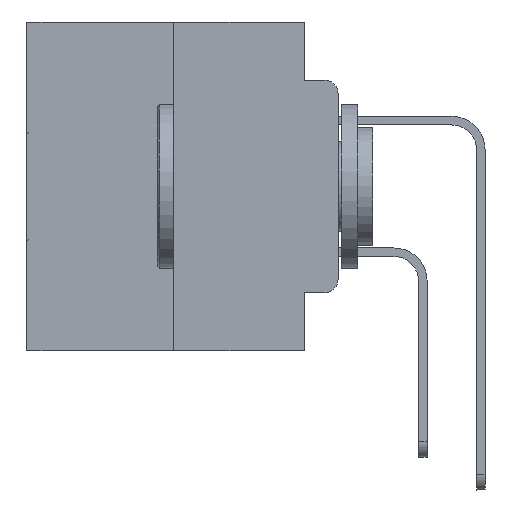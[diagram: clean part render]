
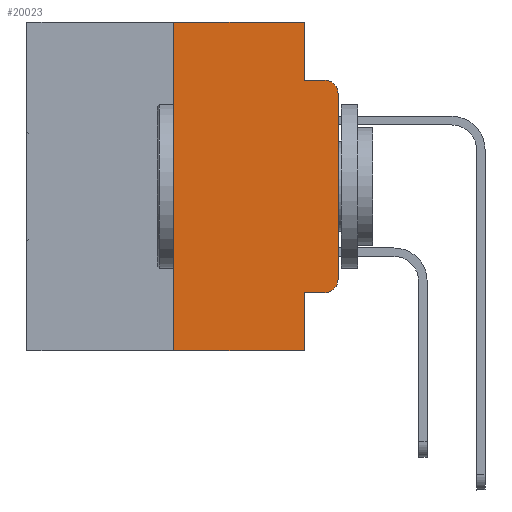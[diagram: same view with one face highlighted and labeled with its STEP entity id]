
A CAD part, left-side view. The second image highlights one B-rep face of the part: STEP entity #20023.
In plain terms, the highlighted planar face has unit normal (-1, 0, 0).
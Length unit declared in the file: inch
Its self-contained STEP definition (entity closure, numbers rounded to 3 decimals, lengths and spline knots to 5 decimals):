
#161 = CARTESIAN_POINT ( 'NONE',  ( 0., 0.051, -0.5 ) ) ;
#193 = CARTESIAN_POINT ( 'NONE',  ( 0., 0.02, -0.4115 ) ) ;
#800 = VECTOR ( 'NONE', #25347, 39.37008 ) ;
#981 = ORIENTED_EDGE ( 'NONE', *, *, #27826, .T. ) ;
#996 = CARTESIAN_POINT ( 'NONE',  ( 0., 0.051, -0.0885 ) ) ;
#1287 = EDGE_CURVE ( 'NONE', #11586, #27488, #30223, .T. ) ;
#1670 = DIRECTION ( 'NONE',  ( 0., -1., 0. ) ) ;
#1992 = VECTOR ( 'NONE', #5504, 39.37008 ) ;
#2065 = DIRECTION ( 'NONE',  ( 0., 0., -1. ) ) ;
#2396 = LINE ( 'NONE', #7778, #28240 ) ;
#2542 = CARTESIAN_POINT ( 'NONE',  ( 0., 0., -0.3915 ) ) ;
#2559 = DIRECTION ( 'NONE',  ( 0., 0., -1. ) ) ;
#2617 = EDGE_LOOP ( 'NONE', ( #981, #27257, #6176, #27897, #13709, #3616, #31704, #15407, #18245, #26341 ) ) ;
#2889 = LINE ( 'NONE', #3048, #19347 ) ;
#3048 = CARTESIAN_POINT ( 'NONE',  ( 0., 0.473, 0. ) ) ;
#3616 = ORIENTED_EDGE ( 'NONE', *, *, #27031, .F. ) ;
#3884 = FACE_OUTER_BOUND ( 'NONE', #2617, .T. ) ;
#4073 = CARTESIAN_POINT ( 'NONE',  ( 0., 0., -0.1085 ) ) ;
#4509 = PLANE ( 'NONE',  #17959 ) ;
#4884 = LINE ( 'NONE', #10884, #1992 ) ;
#5504 = DIRECTION ( 'NONE',  ( 0., 0., -1. ) ) ;
#5684 = VERTEX_POINT ( 'NONE', #4073 ) ;
#6176 = ORIENTED_EDGE ( 'NONE', *, *, #14119, .F. ) ;
#6562 = CARTESIAN_POINT ( 'NONE',  ( 0., 0.051, -0.4115 ) ) ;
#6766 = DIRECTION ( 'NONE',  ( 0., 0., -1. ) ) ;
#6801 = CARTESIAN_POINT ( 'NONE',  ( 0., 0.473, 0. ) ) ;
#7190 = CIRCLE ( 'NONE', #18677, 0.02 ) ;
#7778 = CARTESIAN_POINT ( 'NONE',  ( 0., 0.051, 0. ) ) ;
#7852 = CARTESIAN_POINT ( 'NONE',  ( 0., 0.25, 0. ) ) ;
#8018 = DIRECTION ( 'NONE',  ( 0., 0., 1. ) ) ;
#8740 = EDGE_CURVE ( 'NONE', #23852, #27125, #2396, .T. ) ;
#8963 = DIRECTION ( 'NONE',  ( 0., 0., -1. ) ) ;
#9241 = DIRECTION ( 'NONE',  ( -1., 0., 0. ) ) ;
#10884 = CARTESIAN_POINT ( 'NONE',  ( 0., 0.051, 0. ) ) ;
#11548 = CARTESIAN_POINT ( 'NONE',  ( 0., 0.051, -0.4115 ) ) ;
#11586 = VERTEX_POINT ( 'NONE', #19482 ) ;
#12042 = CARTESIAN_POINT ( 'NONE',  ( 0., 0.02, -0.3915 ) ) ;
#12329 = VERTEX_POINT ( 'NONE', #11548 ) ;
#12422 = CARTESIAN_POINT ( 'NONE',  ( 0., 0.02, -0.0885 ) ) ;
#12892 = VECTOR ( 'NONE', #8018, 39.37008 ) ;
#13085 = CIRCLE ( 'NONE', #16227, 0.02 ) ;
#13333 = VERTEX_POINT ( 'NONE', #12422 ) ;
#13558 = VECTOR ( 'NONE', #1670, 39.37008 ) ;
#13709 = ORIENTED_EDGE ( 'NONE', *, *, #30553, .F. ) ;
#13734 = VERTEX_POINT ( 'NONE', #2542 ) ;
#14119 = EDGE_CURVE ( 'NONE', #27125, #13333, #29585, .T. ) ;
#14781 = CARTESIAN_POINT ( 'NONE',  ( 0., 0.02, -0.1085 ) ) ;
#15407 = ORIENTED_EDGE ( 'NONE', *, *, #26141, .F. ) ;
#16227 = AXIS2_PLACEMENT_3D ( 'NONE', #14781, #9241, #6766 ) ;
#16369 = EDGE_CURVE ( 'NONE', #12329, #17763, #29234, .T. ) ;
#17179 = EDGE_CURVE ( 'NONE', #5684, #13333, #13085, .T. ) ;
#17640 = VECTOR ( 'NONE', #23428, 39.37008 ) ;
#17763 = VERTEX_POINT ( 'NONE', #193 ) ;
#17959 = AXIS2_PLACEMENT_3D ( 'NONE', #6801, #19072, #2065 ) ;
#18092 = DIRECTION ( 'NONE',  ( 0., -1., 0. ) ) ;
#18245 = ORIENTED_EDGE ( 'NONE', *, *, #16369, .T. ) ;
#18677 = AXIS2_PLACEMENT_3D ( 'NONE', #12042, #19232, #8963 ) ;
#19072 = DIRECTION ( 'NONE',  ( 1., 0., 0. ) ) ;
#19232 = DIRECTION ( 'NONE',  ( -1., 0., 0. ) ) ;
#19347 = VECTOR ( 'NONE', #18092, 39.37008 ) ;
#19482 = CARTESIAN_POINT ( 'NONE',  ( 0., 0.25, -0.5 ) ) ;
#20023 = ADVANCED_FACE ( 'NONE', ( #3884 ), #4509, .F. ) ;
#20031 = CARTESIAN_POINT ( 'NONE',  ( 0., 0.25, 0. ) ) ;
#20137 = CARTESIAN_POINT ( 'NONE',  ( 0., 0.473, -0.5 ) ) ;
#20285 = CARTESIAN_POINT ( 'NONE',  ( 0., 0.051, -0.0885 ) ) ;
#22590 = DIRECTION ( 'NONE',  ( 0., -1., 0. ) ) ;
#23232 = VECTOR ( 'NONE', #22590, 39.37008 ) ;
#23428 = DIRECTION ( 'NONE',  ( 0., 0., 1. ) ) ;
#23451 = VERTEX_POINT ( 'NONE', #20031 ) ;
#23852 = VERTEX_POINT ( 'NONE', #27604 ) ;
#25002 = LINE ( 'NONE', #7852, #12892 ) ;
#25347 = DIRECTION ( 'NONE',  ( 0., -1., 0. ) ) ;
#26029 = CARTESIAN_POINT ( 'NONE',  ( 0., 0., 0. ) ) ;
#26141 = EDGE_CURVE ( 'NONE', #12329, #27488, #4884, .T. ) ;
#26341 = ORIENTED_EDGE ( 'NONE', *, *, #27685, .T. ) ;
#27031 = EDGE_CURVE ( 'NONE', #11586, #23451, #25002, .T. ) ;
#27125 = VERTEX_POINT ( 'NONE', #996 ) ;
#27257 = ORIENTED_EDGE ( 'NONE', *, *, #17179, .T. ) ;
#27488 = VERTEX_POINT ( 'NONE', #161 ) ;
#27604 = CARTESIAN_POINT ( 'NONE',  ( 0., 0.051, 0. ) ) ;
#27685 = EDGE_CURVE ( 'NONE', #17763, #13734, #7190, .T. ) ;
#27826 = EDGE_CURVE ( 'NONE', #13734, #5684, #28642, .T. ) ;
#27897 = ORIENTED_EDGE ( 'NONE', *, *, #8740, .F. ) ;
#28240 = VECTOR ( 'NONE', #2559, 39.37008 ) ;
#28642 = LINE ( 'NONE', #26029, #17640 ) ;
#29234 = LINE ( 'NONE', #6562, #13558 ) ;
#29585 = LINE ( 'NONE', #20285, #800 ) ;
#30223 = LINE ( 'NONE', #20137, #23232 ) ;
#30553 = EDGE_CURVE ( 'NONE', #23451, #23852, #2889, .T. ) ;
#31704 = ORIENTED_EDGE ( 'NONE', *, *, #1287, .T. ) ;
